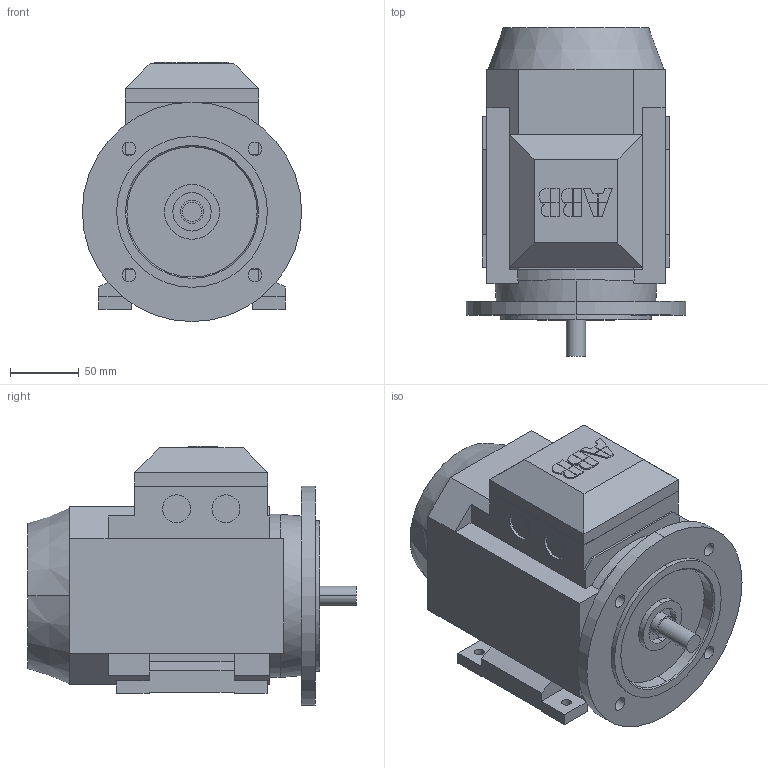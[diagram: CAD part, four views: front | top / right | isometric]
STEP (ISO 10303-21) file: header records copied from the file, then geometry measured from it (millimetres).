
FILE_DESCRIPTION(/* description */ (''),/* implementation_level */ '2;1');
FILE_NAME(/* name */ 'M3AA IE2 71 B35.stp',/* time_stamp */ '2015-06-29T15:52:19+02:00',/* author */ (''),/* organization */ (''),/* preprocessor_version */ 'ST-DEVELOPER v14',/* originating_system */ 'SIEMENS PLM Software NX 8.0',/* authorisation */ '');
FILE_SCHEMA (('AUTOMOTIVE_DESIGN { 1 0 10303 214 3 1 1 1 }'));
Length unit declared in the file: millimetre
Products named in the file (1): CAD 3D Drw, M3AA 71, IM B35, IM2001, _E gener.__igs
Bounding box: 160 x 239.5 x 189 mm (x, y, z)
Volume: 3444919.2 mm3; surface area: 179567.4 mm2
Topology: 1 solids, 1 shells, 201 faces, 512 edges, 338 vertices
Faces by surface type: plane 145, cylinder 40, bspline 10, cone 6
Entity records: 6120 total; most frequent: CARTESIAN_POINT 1180, ORIENTED_EDGE 1024, DIRECTION 964, EDGE_CURVE 512, LINE 396, VECTOR 396, VERTEX_POINT 338, AXIS2_PLACEMENT_3D 284
